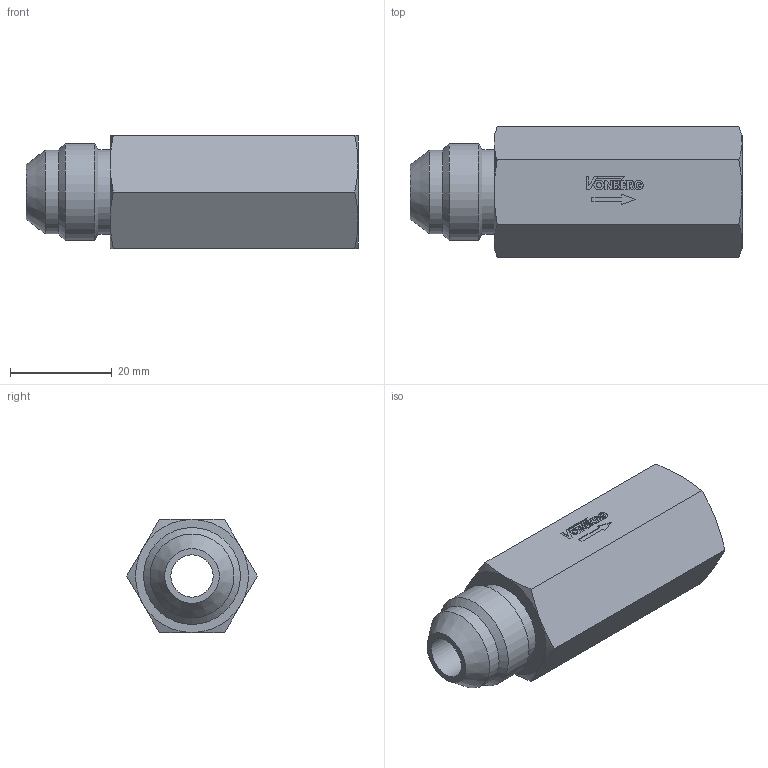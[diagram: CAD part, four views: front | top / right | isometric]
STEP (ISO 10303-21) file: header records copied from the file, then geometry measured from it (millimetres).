
FILE_DESCRIPTION((''),'2;1');
FILE_NAME('10101-608.stp','2015-01-02T13:38:11',('jml'),(''),'Autodesk Inventor 2010','Autodesk Inventor 2010','');
FILE_SCHEMA(('AUTOMOTIVE_DESIGN { 1 0 10303 214 1 1 1 1 }'));
Length unit declared in the file: inch
Products named in the file (1): 10101-608
Bounding box: 65.28 x 25.66 x 22.23 mm (x, y, z)
Volume: 18297.5 mm3; surface area: 7474.4 mm2
Topology: 1 solids, 1 shells, 130 faces, 322 edges, 209 vertices
Faces by surface type: plane 93, cylinder 20, cone 17
Full cylindrical faces by diameter (mm): 1.044 x1, 8.331 x1, 14.681 x1, 16.485 x1, 16.688 x1, 19.05 x1
Entity records: 3848 total; most frequent: CARTESIAN_POINT 695, ORIENTED_EDGE 618, DIRECTION 602, EDGE_CURVE 309, VECTOR 230, LINE 230, VERTEX_POINT 207, AXIS2_PLACEMENT_3D 186
